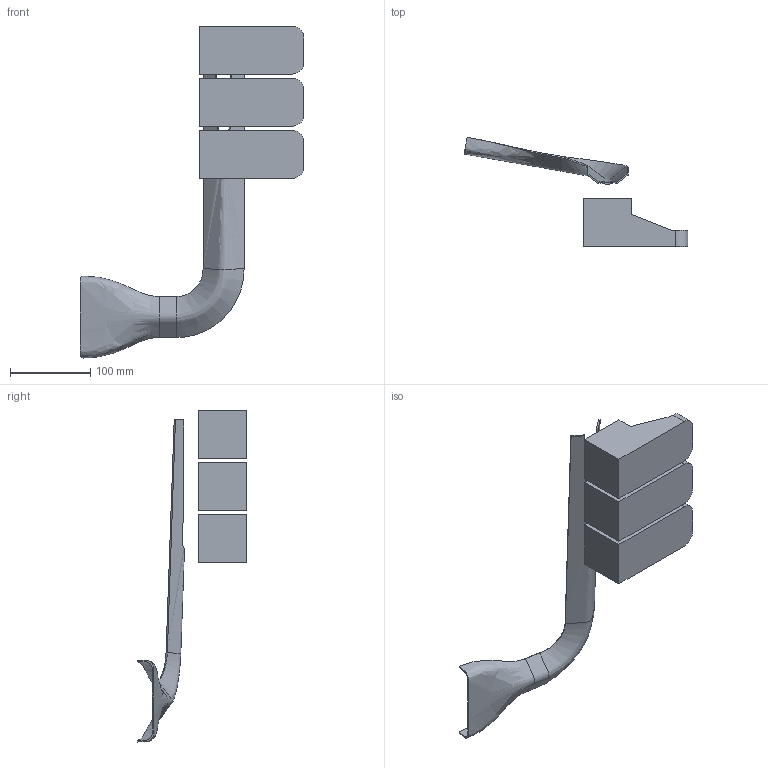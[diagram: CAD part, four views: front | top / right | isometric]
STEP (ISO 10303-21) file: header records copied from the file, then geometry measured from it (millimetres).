
FILE_DESCRIPTION (( 'STEP AP214' ), '1' );
FILE_NAME ('Sorter.STEP', '2022-03-11T21:07:18', ( '' ), ( '' ), 'SwSTEP 2.0', 'SolidWorks 2020', '' );
FILE_SCHEMA (( 'AUTOMOTIVE_DESIGN' ));
Length unit declared in the file: millimetre
Products named in the file (1): Sorter
Bounding box: 278.66 x 136.39 x 413.6 mm (x, y, z)
Volume: 448988.8 mm3; surface area: 189401.6 mm2
Topology: 4 solids, 4 shells, 84 faces, 219 edges, 143 vertices
Faces by surface type: plane 57, bspline 15, cylinder 12
Entity records: 24332 total; most frequent: CARTESIAN_POINT 22346, ORIENTED_EDGE 438, DIRECTION 324, EDGE_CURVE 219, VECTOR 148, LINE 148, VERTEX_POINT 143, AXIS2_PLACEMENT_3D 88
